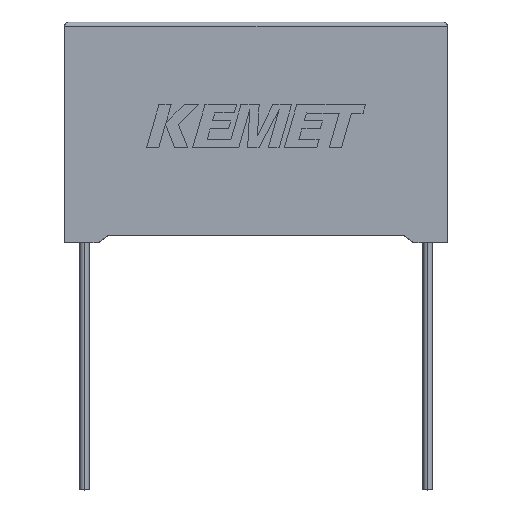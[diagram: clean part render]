
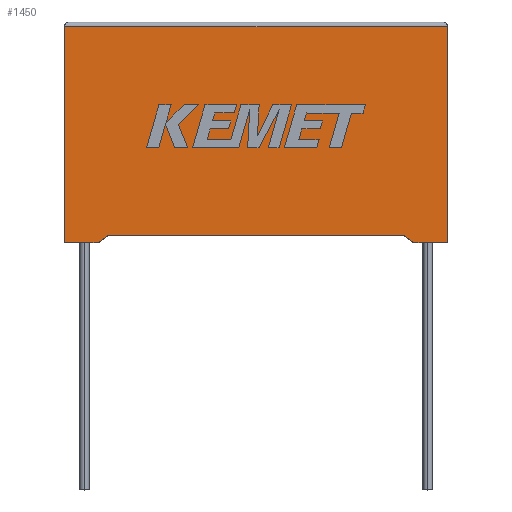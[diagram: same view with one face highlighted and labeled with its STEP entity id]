
A CAD part, top view. The second image highlights one B-rep face of the part: STEP entity #1450.
In plain terms, the highlighted planar face has unit normal (0, 0, 1).
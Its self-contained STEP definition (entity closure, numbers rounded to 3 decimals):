
#49 = ORIENTED_EDGE ( 'NONE', *, *, #2867, .F. ) ;
#192 = CARTESIAN_POINT ( 'NONE',  ( 0., 23.6, 13.2 ) ) ;
#273 = DIRECTION ( 'NONE',  ( -1., 0., 0. ) ) ;
#305 = CARTESIAN_POINT ( 'NONE',  ( 0., 0., 13.2 ) ) ;
#336 = DIRECTION ( 'NONE',  ( 0., 0., -1. ) ) ;
#344 = CARTESIAN_POINT ( 'NONE',  ( 41.8, 0., 13.2 ) ) ;
#477 = CARTESIAN_POINT ( 'NONE',  ( 38.15, 0., 13.2 ) ) ;
#558 = DIRECTION ( 'NONE',  ( 0., -1., 0. ) ) ;
#564 = ORIENTED_EDGE ( 'NONE', *, *, #2265, .T. ) ;
#705 = ORIENTED_EDGE ( 'NONE', *, *, #2215, .T. ) ;
#748 = VECTOR ( 'NONE', #2205, 1000. ) ;
#787 = AXIS2_PLACEMENT_3D ( 'NONE', #1743, #336, #273 ) ;
#828 = FACE_OUTER_BOUND ( 'NONE', #3047, .T. ) ;
#900 = VECTOR ( 'NONE', #1979, 1000. ) ;
#968 = CARTESIAN_POINT ( 'NONE',  ( 0., 0., 13.2 ) ) ;
#981 = EDGE_CURVE ( 'NONE', #1108, #2781, #2898, .T. ) ;
#985 = CARTESIAN_POINT ( 'NONE',  ( 0., 0., 13.2 ) ) ;
#1011 = ORIENTED_EDGE ( 'NONE', *, *, #2945, .F. ) ;
#1108 = VERTEX_POINT ( 'NONE', #477 ) ;
#1130 = VERTEX_POINT ( 'NONE', #968 ) ;
#1151 = ORIENTED_EDGE ( 'NONE', *, *, #1611, .T. ) ;
#1192 = VECTOR ( 'NONE', #1515, 1000. ) ;
#1194 = CARTESIAN_POINT ( 'NONE',  ( 38.15, 0., 13.2 ) ) ;
#1271 = LINE ( 'NONE', #2461, #2085 ) ;
#1291 = DIRECTION ( 'NONE',  ( 0., 1., 0. ) ) ;
#1311 = DIRECTION ( 'NONE',  ( -0.813, -0.582, 0. ) ) ;
#1345 = VERTEX_POINT ( 'NONE', #192 ) ;
#1351 = CARTESIAN_POINT ( 'NONE',  ( 41.8, 23.6, 13.2 ) ) ;
#1391 = CARTESIAN_POINT ( 'NONE',  ( 36.989, 0.831, 13.2 ) ) ;
#1450 = ADVANCED_FACE ( 'NONE', ( #828 ), #1969, .F. ) ;
#1480 = ORIENTED_EDGE ( 'NONE', *, *, #2846, .T. ) ;
#1501 = EDGE_CURVE ( 'NONE', #1517, #1345, #2509, .T. ) ;
#1515 = DIRECTION ( 'NONE',  ( 1., 0., 0. ) ) ;
#1517 = VERTEX_POINT ( 'NONE', #1351 ) ;
#1600 = VERTEX_POINT ( 'NONE', #1647 ) ;
#1611 = EDGE_CURVE ( 'NONE', #2687, #1108, #2370, .T. ) ;
#1612 = CARTESIAN_POINT ( 'NONE',  ( 0., 23.6, 13.2 ) ) ;
#1647 = CARTESIAN_POINT ( 'NONE',  ( 3.65, 0., 13.2 ) ) ;
#1733 = LINE ( 'NONE', #305, #900 ) ;
#1743 = CARTESIAN_POINT ( 'NONE',  ( 0., 0., 13.2 ) ) ;
#1969 = PLANE ( 'NONE',  #787 ) ;
#1979 = DIRECTION ( 'NONE',  ( 1., 0., 0. ) ) ;
#1985 = ORIENTED_EDGE ( 'NONE', *, *, #981, .T. ) ;
#1999 = LINE ( 'NONE', #2952, #2344 ) ;
#2085 = VECTOR ( 'NONE', #558, 1000. ) ;
#2185 = VECTOR ( 'NONE', #2822, 1000. ) ;
#2205 = DIRECTION ( 'NONE',  ( -1., 0., 0. ) ) ;
#2215 = EDGE_CURVE ( 'NONE', #1130, #1600, #1733, .T. ) ;
#2265 = EDGE_CURVE ( 'NONE', #2781, #1517, #2465, .T. ) ;
#2344 = VECTOR ( 'NONE', #1311, 1000. ) ;
#2347 = ORIENTED_EDGE ( 'NONE', *, *, #1501, .T. ) ;
#2370 = LINE ( 'NONE', #1194, #2185 ) ;
#2448 = CARTESIAN_POINT ( 'NONE',  ( 20.9, 0.831, 13.2 ) ) ;
#2461 = CARTESIAN_POINT ( 'NONE',  ( 0., 0., 13.2 ) ) ;
#2465 = LINE ( 'NONE', #344, #2927 ) ;
#2509 = LINE ( 'NONE', #1612, #2718 ) ;
#2550 = DIRECTION ( 'NONE',  ( -1., 0., 0. ) ) ;
#2569 = CARTESIAN_POINT ( 'NONE',  ( 41.8, 0., 13.2 ) ) ;
#2598 = CARTESIAN_POINT ( 'NONE',  ( 4.811, 0.831, 13.2 ) ) ;
#2646 = VERTEX_POINT ( 'NONE', #2598 ) ;
#2687 = VERTEX_POINT ( 'NONE', #1391 ) ;
#2718 = VECTOR ( 'NONE', #2550, 1000. ) ;
#2781 = VERTEX_POINT ( 'NONE', #2569 ) ;
#2822 = DIRECTION ( 'NONE',  ( 0.813, -0.582, 0. ) ) ;
#2846 = EDGE_CURVE ( 'NONE', #1345, #1130, #1271, .T. ) ;
#2867 = EDGE_CURVE ( 'NONE', #2687, #2646, #2891, .T. ) ;
#2891 = LINE ( 'NONE', #2448, #748 ) ;
#2898 = LINE ( 'NONE', #985, #1192 ) ;
#2927 = VECTOR ( 'NONE', #1291, 1000. ) ;
#2945 = EDGE_CURVE ( 'NONE', #2646, #1600, #1999, .T. ) ;
#2952 = CARTESIAN_POINT ( 'NONE',  ( 3.65, 0., 13.2 ) ) ;
#3047 = EDGE_LOOP ( 'NONE', ( #564, #2347, #1480, #705, #1011, #49, #1151, #1985 ) ) ;
